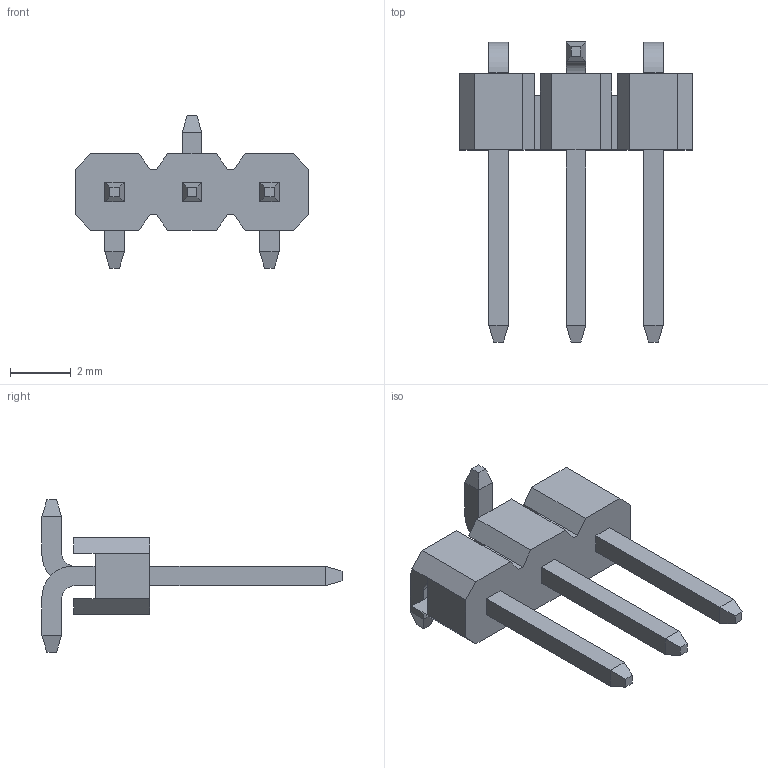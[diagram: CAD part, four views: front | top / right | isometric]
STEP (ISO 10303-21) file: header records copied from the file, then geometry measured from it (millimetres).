
FILE_DESCRIPTION(('STEP AP242'),'1');
FILE_NAME('pin_header_a-sl254-eg-g03mr1.stp','2019-08-12T07:17:00',('TraceParts'),('TraceParts S.A.'),'Spatial InterOp 3D',' ',' ');
FILE_SCHEMA(('AP242_MANAGED_MODEL_BASED_3D_ENGINEERING_MIM_LF {1 0 10303 442 1 1 4}'));
Length unit declared in the file: millimetre
Products named in the file (1): pin_header_a-sl254-eg-g03mr1
Bounding box: 7.62 x 9.84 x 5 mm (x, y, z)
Volume: 47.3 mm3; surface area: 167.7 mm2
Topology: 1 solids, 1 shells, 107 faces, 261 edges, 162 vertices
Faces by surface type: plane 98, cylinder 9
Entity records: 3917 total; most frequent: CARTESIAN_POINT 531, ORIENTED_EDGE 522, DIRECTION 495, EDGE_CURVE 261, LINE 243, VECTOR 243, VERTEX_POINT 162, AXIS2_PLACEMENT_3D 126
